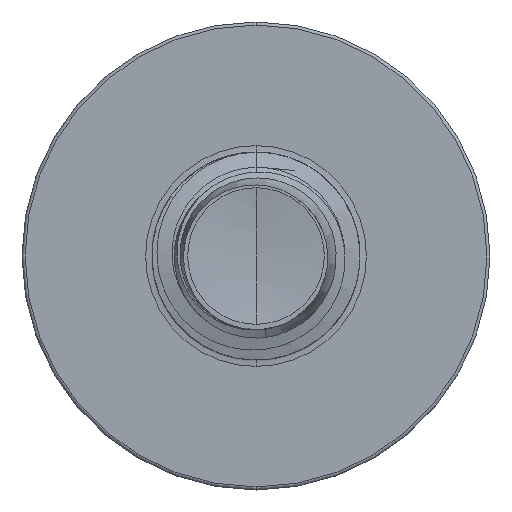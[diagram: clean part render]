
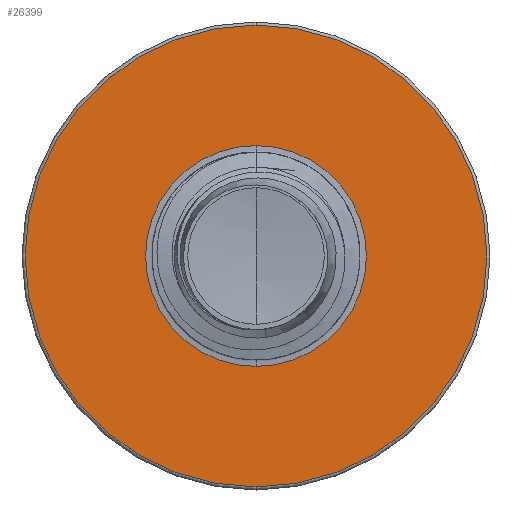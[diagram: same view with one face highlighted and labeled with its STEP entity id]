
A CAD part, front view. The second image highlights one B-rep face of the part: STEP entity #26399.
In plain terms, the highlighted planar face has unit normal (0, -1, 0).
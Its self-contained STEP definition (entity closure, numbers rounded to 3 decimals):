
#942 = EDGE_LOOP ( 'NONE', ( #26777, #19687 ) ) ;
#1012 = CARTESIAN_POINT ( 'NONE',  ( 0., 37.5, 0. ) ) ;
#2585 = CARTESIAN_POINT ( 'NONE',  ( 0., 37.5, -3.186 ) ) ;
#4675 = FACE_BOUND ( 'NONE', #54352, .T. ) ;
#6618 = DIRECTION ( 'NONE',  ( 0., 0., 1. ) ) ;
#6886 = DIRECTION ( 'NONE',  ( 0., 0., 1. ) ) ;
#6953 = DIRECTION ( 'NONE',  ( 0., 1., 0. ) ) ;
#7035 = CARTESIAN_POINT ( 'NONE',  ( 0., 37.5, -3.186 ) ) ;
#7508 = PLANE ( 'NONE',  #56602 ) ;
#8333 = AXIS2_PLACEMENT_3D ( 'NONE', #45011, #44953, #44821 ) ;
#8651 = EDGE_CURVE ( 'NONE', #50079, #27038, #50022, .T. ) ;
#10051 = EDGE_CURVE ( 'NONE', #54630, #22265, #22068, .T. ) ;
#10638 = CARTESIAN_POINT ( 'NONE',  ( 0., 37.5, 6.66 ) ) ;
#12828 = ORIENTED_EDGE ( 'NONE', *, *, #13668, .T. ) ;
#12996 = DIRECTION ( 'NONE',  ( 0., 0., 1. ) ) ;
#13056 = DIRECTION ( 'NONE',  ( 0., 1., 0. ) ) ;
#13065 = CARTESIAN_POINT ( 'NONE',  ( 0., 37.5, 0. ) ) ;
#13668 = EDGE_CURVE ( 'NONE', #22265, #54630, #36322, .T. ) ;
#19687 = ORIENTED_EDGE ( 'NONE', *, *, #8651, .F. ) ;
#20374 = FACE_OUTER_BOUND ( 'NONE', #942, .T. ) ;
#21175 = DIRECTION ( 'NONE',  ( 0., 0., 1. ) ) ;
#21191 = DIRECTION ( 'NONE',  ( 0., 1., 0. ) ) ;
#21243 = CARTESIAN_POINT ( 'NONE',  ( 0., 37.5, 0. ) ) ;
#22068 = CIRCLE ( 'NONE', #48431, 3.186 ) ;
#22265 = VERTEX_POINT ( 'NONE', #2585 ) ;
#22275 = CARTESIAN_POINT ( 'NONE',  ( 0., 37.5, 3.186 ) ) ;
#25592 = CIRCLE ( 'NONE', #60224, 6.66 ) ;
#26399 = ADVANCED_FACE ( 'NONE', ( #20374, #4675 ), #7508, .F. ) ;
#26777 = ORIENTED_EDGE ( 'NONE', *, *, #43470, .F. ) ;
#27038 = VERTEX_POINT ( 'NONE', #10638 ) ;
#35889 = DIRECTION ( 'NONE',  ( 0., 1., 0. ) ) ;
#36322 = CIRCLE ( 'NONE', #8333, 3.186 ) ;
#39608 = AXIS2_PLACEMENT_3D ( 'NONE', #21243, #21191, #21175 ) ;
#43470 = EDGE_CURVE ( 'NONE', #27038, #50079, #25592, .T. ) ;
#44821 = DIRECTION ( 'NONE',  ( 0., 0., 1. ) ) ;
#44953 = DIRECTION ( 'NONE',  ( 0., 1., 0. ) ) ;
#45011 = CARTESIAN_POINT ( 'NONE',  ( 0., 37.5, 0. ) ) ;
#47838 = CARTESIAN_POINT ( 'NONE',  ( 0., 37.5, -6.66 ) ) ;
#48431 = AXIS2_PLACEMENT_3D ( 'NONE', #13065, #13056, #12996 ) ;
#50022 = CIRCLE ( 'NONE', #39608, 6.66 ) ;
#50079 = VERTEX_POINT ( 'NONE', #47838 ) ;
#51467 = ORIENTED_EDGE ( 'NONE', *, *, #10051, .T. ) ;
#54352 = EDGE_LOOP ( 'NONE', ( #51467, #12828 ) ) ;
#54630 = VERTEX_POINT ( 'NONE', #22275 ) ;
#56602 = AXIS2_PLACEMENT_3D ( 'NONE', #7035, #6953, #6886 ) ;
#60224 = AXIS2_PLACEMENT_3D ( 'NONE', #1012, #35889, #6618 ) ;
